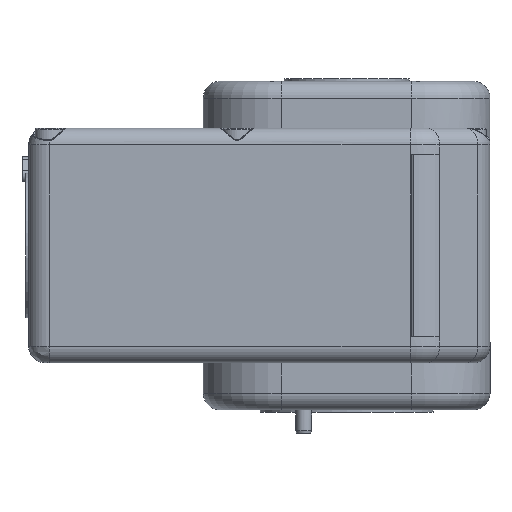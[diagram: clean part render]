
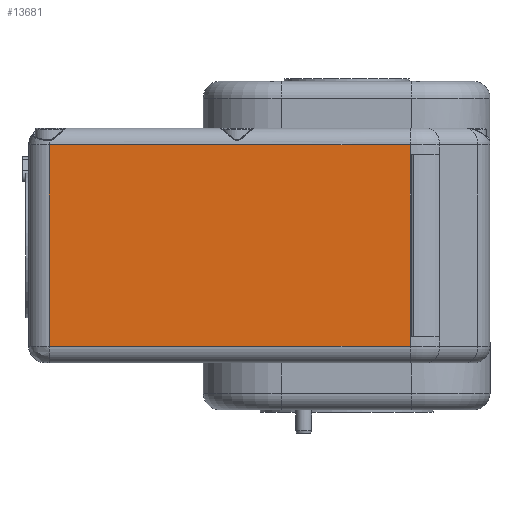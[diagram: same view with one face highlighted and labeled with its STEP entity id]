
A CAD part, left-side view. The second image highlights one B-rep face of the part: STEP entity #13681.
In plain terms, the highlighted planar face has unit normal (-1, 0, 0).
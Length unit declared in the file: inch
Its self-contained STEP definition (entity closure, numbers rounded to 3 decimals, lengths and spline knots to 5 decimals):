
#1134=LINE('',#18466,#2189);
#1135=LINE('',#18469,#2190);
#1136=LINE('',#18471,#2191);
#1137=LINE('',#18472,#2192);
#2189=VECTOR('',#15693,0.3937);
#2190=VECTOR('',#15696,0.3937);
#2191=VECTOR('',#15697,0.3937);
#2192=VECTOR('',#15698,0.3937);
#3184=PLANE('',#14617);
#3790=FACE_OUTER_BOUND('',#4677,.T.);
#4677=EDGE_LOOP('',(#9283,#9284,#9285,#9286));
#5930=VERTEX_POINT('',#18462);
#5931=VERTEX_POINT('',#18464);
#5932=VERTEX_POINT('',#18468);
#5933=VERTEX_POINT('',#18470);
#7188=EDGE_CURVE('',#5931,#5930,#1134,.T.);
#7189=EDGE_CURVE('',#5930,#5932,#1135,.T.);
#7190=EDGE_CURVE('',#5933,#5931,#1136,.T.);
#7191=EDGE_CURVE('',#5933,#5932,#1137,.T.);
#9283=ORIENTED_EDGE('',*,*,#7189,.F.);
#9284=ORIENTED_EDGE('',*,*,#7188,.F.);
#9285=ORIENTED_EDGE('',*,*,#7190,.F.);
#9286=ORIENTED_EDGE('',*,*,#7191,.T.);
#13681=ADVANCED_FACE('',(#3790),#3184,.T.);
#14617=AXIS2_PLACEMENT_3D('',#18467,#15694,#15695);
#15693=DIRECTION('',(0.,0.,1.));
#15694=DIRECTION('center_axis',(-1.,0.,0.));
#15695=DIRECTION('ref_axis',(0.,-1.,0.));
#15696=DIRECTION('',(0.,-1.,0.));
#15697=DIRECTION('',(0.,1.,0.));
#15698=DIRECTION('',(0.,0.,1.));
#18462=CARTESIAN_POINT('',(-7.33144,1.92567,2.24948));
#18464=CARTESIAN_POINT('',(-7.33144,1.92567,0.7298));
#18466=CARTESIAN_POINT('',(-7.33144,1.92567,2.17862));
#18467=CARTESIAN_POINT('Origin',(-7.33144,1.92567,2.17862));
#18468=CARTESIAN_POINT('',(-7.33144,-0.7982,2.24948));
#18469=CARTESIAN_POINT('',(-7.33144,1.04541,2.24948));
#18470=CARTESIAN_POINT('',(-7.33144,-0.7982,0.7298));
#18471=CARTESIAN_POINT('',(-7.33144,1.11343,0.7298));
#18472=CARTESIAN_POINT('',(-7.33144,-0.7982,2.17862));
